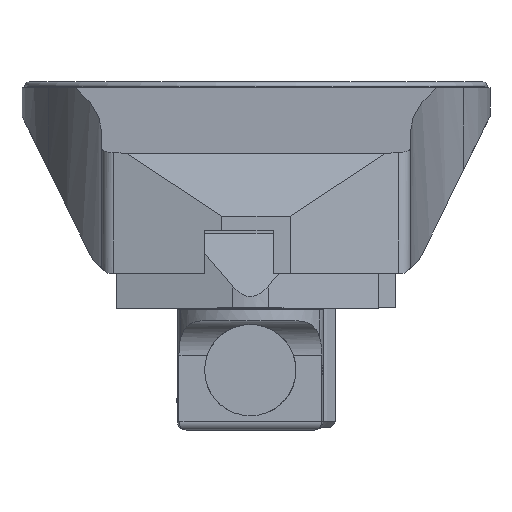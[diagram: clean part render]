
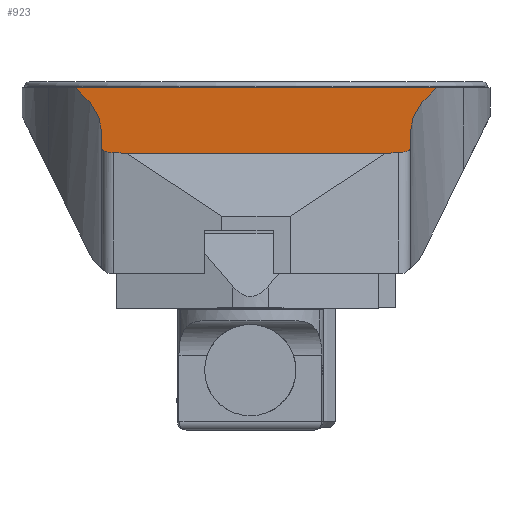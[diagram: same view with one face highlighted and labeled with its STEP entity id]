
A CAD part, left-side view. The second image highlights one B-rep face of the part: STEP entity #923.
In plain terms, the highlighted planar face has unit normal (-0.257, 0, 0.967).
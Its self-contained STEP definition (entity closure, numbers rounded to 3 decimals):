
#515=ELLIPSE('',#7755,206.933,200.);
#522=ELLIPSE('',#7765,206.933,200.);
#528=ELLIPSE('',#7775,5.173,5.);
#529=ELLIPSE('',#7776,5.173,5.);
#566=FACE_OUTER_BOUND('',#3119,.T.);
#923=ADVANCED_FACE('',(#566),#1323,.F.);
#1323=PLANE('',#7777);
#1644=LINE('',#10309,#2325);
#1659=LINE('',#10341,#2340);
#1661=LINE('',#10345,#2342);
#1664=LINE('',#10351,#2345);
#1681=LINE('',#10386,#2362);
#1687=LINE('',#10399,#2368);
#2325=VECTOR('',#8391,1.);
#2340=VECTOR('',#8412,1.);
#2342=VECTOR('',#8416,1.);
#2345=VECTOR('',#8421,1.);
#2362=VECTOR('',#8446,1.);
#2368=VECTOR('',#8456,1.);
#3119=EDGE_LOOP('',(#3707,#3708,#3709,#3710,#3711,#3712,#3713,#3714,#3715,
#3716));
#3707=ORIENTED_EDGE('',*,*,#6425,.T.);
#3708=ORIENTED_EDGE('',*,*,#6475,.T.);
#3709=ORIENTED_EDGE('',*,*,#6408,.T.);
#3710=ORIENTED_EDGE('',*,*,#6405,.F.);
#3711=ORIENTED_EDGE('',*,*,#6403,.T.);
#3712=ORIENTED_EDGE('',*,*,#6476,.T.);
#3713=ORIENTED_EDGE('',*,*,#6431,.T.);
#3714=ORIENTED_EDGE('',*,*,#6453,.T.);
#3715=ORIENTED_EDGE('',*,*,#6388,.T.);
#3716=ORIENTED_EDGE('',*,*,#6465,.T.);
#5663=VERTEX_POINT('',#10287);
#5674=VERTEX_POINT('',#10308);
#5688=VERTEX_POINT('',#10340);
#5689=VERTEX_POINT('',#10342);
#5690=VERTEX_POINT('',#10346);
#5692=VERTEX_POINT('',#10352);
#5705=VERTEX_POINT('',#10385);
#5706=VERTEX_POINT('',#10387);
#5711=VERTEX_POINT('',#10400);
#5712=VERTEX_POINT('',#10401);
#6388=EDGE_CURVE('',#5663,#5674,#1644,.T.);
#6403=EDGE_CURVE('',#5689,#5688,#1659,.T.);
#6405=EDGE_CURVE('',#5689,#5690,#1661,.T.);
#6408=EDGE_CURVE('',#5692,#5690,#1664,.T.);
#6425=EDGE_CURVE('',#5706,#5705,#1681,.T.);
#6431=EDGE_CURVE('',#5711,#5712,#1687,.T.);
#6453=EDGE_CURVE('',#5712,#5663,#515,.T.);
#6465=EDGE_CURVE('',#5674,#5706,#522,.T.);
#6475=EDGE_CURVE('',#5705,#5692,#528,.T.);
#6476=EDGE_CURVE('',#5688,#5711,#529,.T.);
#7755=AXIS2_PLACEMENT_3D('',#10442,#8489,#8490);
#7765=AXIS2_PLACEMENT_3D('',#10463,#8514,#8515);
#7775=AXIS2_PLACEMENT_3D('',#10481,#8538,#8539);
#7776=AXIS2_PLACEMENT_3D('',#10482,#8540,#8541);
#7777=AXIS2_PLACEMENT_3D('',#10483,#8542,#8543);
#8391=DIRECTION('',(0.,1.,0.));
#8412=DIRECTION('',(0.173,-0.984,0.046));
#8416=DIRECTION('',(0.,1.,0.));
#8421=DIRECTION('',(-0.173,-0.984,-0.046));
#8446=DIRECTION('',(-0.966,0.,-0.257));
#8456=DIRECTION('',(0.966,0.,0.257));
#8489=DIRECTION('',(0.257,0.,-0.966));
#8490=DIRECTION('',(0.966,0.,0.257));
#8514=DIRECTION('',(0.257,0.,-0.966));
#8515=DIRECTION('',(0.966,0.,0.257));
#8538=DIRECTION('',(-0.257,0.,0.966));
#8539=DIRECTION('',(0.966,0.,0.257));
#8540=DIRECTION('',(-0.257,0.,0.966));
#8541=DIRECTION('',(-0.966,0.,-0.257));
#8542=DIRECTION('',(0.257,0.,-0.966));
#8543=DIRECTION('',(0.966,0.,0.257));
#10287=CARTESIAN_POINT('',(-86.5,-63.258,-2.));
#10308=CARTESIAN_POINT('',(-86.5,63.258,-2.));
#10309=CARTESIAN_POINT('',(-86.5,-179.,-2.));
#10340=CARTESIAN_POINT('',(-172.323,-49.868,-24.792));
#10341=CARTESIAN_POINT('',(-179.163,-11.074,-26.609));
#10342=CARTESIAN_POINT('',(-173.105,-45.432,-25.));
#10345=CARTESIAN_POINT('',(-173.105,-179.,-25.));
#10346=CARTESIAN_POINT('',(-173.105,45.432,-25.));
#10351=CARTESIAN_POINT('',(-179.163,11.074,-26.609));
#10352=CARTESIAN_POINT('',(-172.323,49.868,-24.792));
#10385=CARTESIAN_POINT('',(-167.399,54.,-23.485));
#10386=CARTESIAN_POINT('',(-86.5,54.,-2.));
#10387=CARTESIAN_POINT('',(-146.647,54.,-17.973));
#10399=CARTESIAN_POINT('',(-86.5,-54.,-2.));
#10400=CARTESIAN_POINT('',(-167.399,-54.,-23.485));
#10401=CARTESIAN_POINT('',(-146.647,-54.,-17.973));
#10442=CARTESIAN_POINT('',(-146.647,-254.,-17.973));
#10463=CARTESIAN_POINT('',(-146.647,254.,-17.973));
#10481=CARTESIAN_POINT('',(-167.399,49.,-23.485));
#10482=CARTESIAN_POINT('',(-167.399,-49.,-23.485));
#10483=CARTESIAN_POINT('',(-86.5,-179.,-2.));
